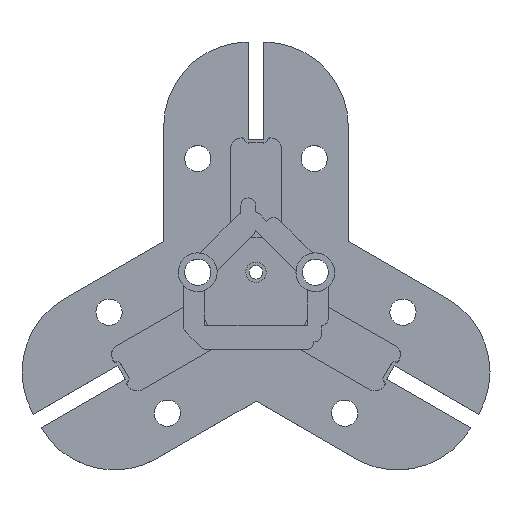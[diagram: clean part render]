
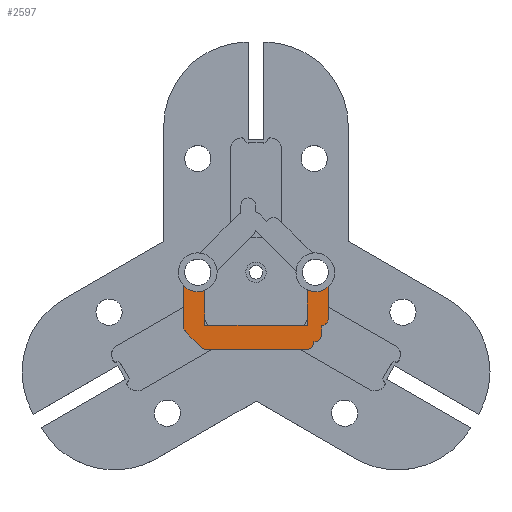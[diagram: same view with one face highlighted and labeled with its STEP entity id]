
A CAD part, top view. The second image highlights one B-rep face of the part: STEP entity #2597.
In plain terms, the highlighted planar face has unit normal (0, 0, 1).
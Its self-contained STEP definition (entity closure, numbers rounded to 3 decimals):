
#1934 = VERTEX_POINT('',#1935);
#1935 = CARTESIAN_POINT('',(5.2,-5.65,1.675));
#1941 = EDGE_CURVE('',#1934,#1942,#1944,.T.);
#1942 = VERTEX_POINT('',#1943);
#1943 = CARTESIAN_POINT('',(-5.1,-5.65,1.675));
#1944 = LINE('',#1945,#1946);
#1945 = CARTESIAN_POINT('',(5.2,-5.65,1.675));
#1946 = VECTOR('',#1947,1.);
#1947 = DIRECTION('',(-1.,0.,0.));
#1972 = EDGE_CURVE('',#1942,#1973,#1975,.T.);
#1973 = VERTEX_POINT('',#1974);
#1974 = CARTESIAN_POINT('',(-5.63,-5.43,1.675));
#1975 = CIRCLE('',#1976,0.75);
#1976 = AXIS2_PLACEMENT_3D('',#1977,#1978,#1979);
#1977 = CARTESIAN_POINT('',(-5.1,-4.9,1.675));
#1978 = DIRECTION('',(0.,0.,-1.));
#1979 = DIRECTION('',(-1.,0.,0.));
#2005 = EDGE_CURVE('',#1973,#2006,#2008,.T.);
#2006 = VERTEX_POINT('',#2007);
#2007 = CARTESIAN_POINT('',(-7.23,-3.83,1.675));
#2008 = LINE('',#2009,#2010);
#2009 = CARTESIAN_POINT('',(-5.63,-5.43,1.675));
#2010 = VECTOR('',#2011,1.);
#2011 = DIRECTION('',(-0.707,0.707,0.));
#2036 = EDGE_CURVE('',#2006,#2037,#2039,.T.);
#2037 = VERTEX_POINT('',#2038);
#2038 = CARTESIAN_POINT('',(-7.45,-3.3,1.675));
#2039 = CIRCLE('',#2040,0.75);
#2040 = AXIS2_PLACEMENT_3D('',#2041,#2042,#2043);
#2041 = CARTESIAN_POINT('',(-6.7,-3.3,1.675));
#2042 = DIRECTION('',(0.,0.,-1.));
#2043 = DIRECTION('',(-1.,0.,0.));
#2069 = EDGE_CURVE('',#2037,#2070,#2072,.T.);
#2070 = VERTEX_POINT('',#2071);
#2071 = CARTESIAN_POINT('',(-7.45,1.4,1.675));
#2072 = LINE('',#2073,#2074);
#2073 = CARTESIAN_POINT('',(-7.45,-3.3,1.675));
#2074 = VECTOR('',#2075,1.);
#2075 = DIRECTION('',(0.,1.,0.));
#2100 = EDGE_CURVE('',#2070,#2101,#2103,.T.);
#2101 = VERTEX_POINT('',#2102);
#2102 = CARTESIAN_POINT('',(-7.281,1.874,1.675));
#2103 = CIRCLE('',#2104,0.746);
#2104 = AXIS2_PLACEMENT_3D('',#2105,#2106,#2107);
#2105 = CARTESIAN_POINT('',(-6.704,1.401,1.675));
#2106 = DIRECTION('',(0.,0.,-1.));
#2107 = DIRECTION('',(-1.,0.,0.));
#2133 = EDGE_CURVE('',#2101,#2134,#2136,.T.);
#2134 = VERTEX_POINT('',#2135);
#2135 = CARTESIAN_POINT('',(-5.275,1.162,1.675));
#2136 = CIRCLE('',#2137,1.349);
#2137 = AXIS2_PLACEMENT_3D('',#2138,#2139,#2140);
#2138 = CARTESIAN_POINT('',(-6.,2.299,1.675));
#2139 = DIRECTION('',(0.,0.,1.));
#2140 = DIRECTION('',(1.,0.,0.));
#2166 = EDGE_CURVE('',#2134,#2167,#2169,.T.);
#2167 = VERTEX_POINT('',#2168);
#2168 = CARTESIAN_POINT('',(-5.275,-3.15,1.675));
#2169 = LINE('',#2170,#2171);
#2170 = CARTESIAN_POINT('',(-5.275,1.162,1.675));
#2171 = VECTOR('',#2172,1.);
#2172 = DIRECTION('',(0.,-1.,0.));
#2197 = EDGE_CURVE('',#2167,#2198,#2200,.T.);
#2198 = VERTEX_POINT('',#2199);
#2199 = CARTESIAN_POINT('',(5.2,-3.15,1.675));
#2200 = LINE('',#2201,#2202);
#2201 = CARTESIAN_POINT('',(-5.275,-3.15,1.675));
#2202 = VECTOR('',#2203,1.);
#2203 = DIRECTION('',(1.,0.,0.));
#2228 = EDGE_CURVE('',#2198,#2229,#2231,.T.);
#2229 = VERTEX_POINT('',#2230);
#2230 = CARTESIAN_POINT('',(5.25,-3.152,1.675));
#2231 = CIRCLE('',#2232,0.396);
#2232 = AXIS2_PLACEMENT_3D('',#2233,#2234,#2235);
#2233 = CARTESIAN_POINT('',(5.21,-3.546,1.675));
#2234 = DIRECTION('',(0.,0.,-1.));
#2235 = DIRECTION('',(-1.,0.,0.));
#2261 = EDGE_CURVE('',#2229,#2262,#2264,.T.);
#2262 = VERTEX_POINT('',#2263);
#2263 = CARTESIAN_POINT('',(5.25,1.225,1.675));
#2264 = LINE('',#2265,#2266);
#2265 = CARTESIAN_POINT('',(5.25,-3.152,1.675));
#2266 = VECTOR('',#2267,1.);
#2267 = DIRECTION('',(0.,1.,0.));
#2292 = EDGE_CURVE('',#2262,#2293,#2295,.T.);
#2293 = VERTEX_POINT('',#2294);
#2294 = CARTESIAN_POINT('',(5.252,1.258,1.675));
#2295 = LINE('',#2296,#2297);
#2296 = CARTESIAN_POINT('',(5.25,1.225,1.675));
#2297 = VECTOR('',#2298,1.);
#2298 = DIRECTION('',(0.054,0.999,0.));
#2323 = EDGE_CURVE('',#2293,#2324,#2326,.T.);
#2324 = VERTEX_POINT('',#2325);
#2325 = CARTESIAN_POINT('',(7.412,1.944,1.675));
#2326 = CIRCLE('',#2327,1.349);
#2327 = AXIS2_PLACEMENT_3D('',#2328,#2329,#2330);
#2328 = CARTESIAN_POINT('',(6.11,2.299,1.675));
#2329 = DIRECTION('',(0.,0.,1.));
#2330 = DIRECTION('',(1.,0.,0.));
#2356 = EDGE_CURVE('',#2324,#2357,#2359,.T.);
#2357 = VERTEX_POINT('',#2358);
#2358 = CARTESIAN_POINT('',(7.45,1.71,1.675));
#2359 = CIRCLE('',#2360,0.733);
#2360 = AXIS2_PLACEMENT_3D('',#2361,#2362,#2363);
#2361 = CARTESIAN_POINT('',(6.717,1.711,1.675));
#2362 = DIRECTION('',(0.,0.,-1.));
#2363 = DIRECTION('',(-1.,0.,0.));
#2389 = EDGE_CURVE('',#2357,#2390,#2392,.T.);
#2390 = VERTEX_POINT('',#2391);
#2391 = CARTESIAN_POINT('',(7.45,-2.457,1.675));
#2392 = LINE('',#2393,#2394);
#2393 = CARTESIAN_POINT('',(7.45,1.71,1.675));
#2394 = VECTOR('',#2395,1.);
#2395 = DIRECTION('',(0.,-1.,0.));
#2420 = EDGE_CURVE('',#2390,#2421,#2423,.T.);
#2421 = VERTEX_POINT('',#2422);
#2422 = CARTESIAN_POINT('',(6.75,-3.204,1.675));
#2423 = CIRCLE('',#2424,0.749);
#2424 = AXIS2_PLACEMENT_3D('',#2425,#2426,#2427);
#2425 = CARTESIAN_POINT('',(6.701,-2.457,1.675));
#2426 = DIRECTION('',(0.,0.,-1.));
#2427 = DIRECTION('',(-1.,0.,0.));
#2453 = EDGE_CURVE('',#2421,#2454,#2456,.T.);
#2454 = VERTEX_POINT('',#2455);
#2455 = CARTESIAN_POINT('',(6.75,-4.1,1.675));
#2456 = LINE('',#2457,#2458);
#2457 = CARTESIAN_POINT('',(6.75,-3.204,1.675));
#2458 = VECTOR('',#2459,1.);
#2459 = DIRECTION('',(0.,-1.,0.));
#2484 = EDGE_CURVE('',#2454,#2485,#2487,.T.);
#2485 = VERTEX_POINT('',#2486);
#2486 = CARTESIAN_POINT('',(5.95,-4.848,1.675));
#2487 = CIRCLE('',#2488,0.75);
#2488 = AXIS2_PLACEMENT_3D('',#2489,#2490,#2491);
#2489 = CARTESIAN_POINT('',(6.,-4.1,1.675));
#2490 = DIRECTION('',(0.,0.,-1.));
#2491 = DIRECTION('',(-1.,0.,0.));
#2517 = EDGE_CURVE('',#2485,#2518,#2520,.T.);
#2518 = VERTEX_POINT('',#2519);
#2519 = CARTESIAN_POINT('',(5.906,-5.152,1.675));
#2520 = CIRCLE('',#2521,0.798);
#2521 = AXIS2_PLACEMENT_3D('',#2522,#2523,#2524);
#2522 = CARTESIAN_POINT('',(5.154,-4.889,1.675));
#2523 = DIRECTION('',(0.,0.,-1.));
#2524 = DIRECTION('',(-1.,0.,0.));
#2550 = EDGE_CURVE('',#2518,#1934,#2551,.T.);
#2551 = CIRCLE('',#2552,0.75);
#2552 = AXIS2_PLACEMENT_3D('',#2553,#2554,#2555);
#2553 = CARTESIAN_POINT('',(5.2,-4.9,1.675));
#2554 = DIRECTION('',(0.,0.,-1.));
#2555 = DIRECTION('',(-1.,0.,0.));
#2597 = ADVANCED_FACE('',(#2598),#2620,.T.);
#2598 = FACE_BOUND('',#2599,.F.);
#2599 = EDGE_LOOP('',(#2600,#2601,#2602,#2603,#2604,#2605,#2606,#2607,
    #2608,#2609,#2610,#2611,#2612,#2613,#2614,#2615,#2616,#2617,#2618,
    #2619));
#2600 = ORIENTED_EDGE('',*,*,#1941,.T.);
#2601 = ORIENTED_EDGE('',*,*,#1972,.T.);
#2602 = ORIENTED_EDGE('',*,*,#2005,.T.);
#2603 = ORIENTED_EDGE('',*,*,#2036,.T.);
#2604 = ORIENTED_EDGE('',*,*,#2069,.T.);
#2605 = ORIENTED_EDGE('',*,*,#2100,.T.);
#2606 = ORIENTED_EDGE('',*,*,#2133,.T.);
#2607 = ORIENTED_EDGE('',*,*,#2166,.T.);
#2608 = ORIENTED_EDGE('',*,*,#2197,.T.);
#2609 = ORIENTED_EDGE('',*,*,#2228,.T.);
#2610 = ORIENTED_EDGE('',*,*,#2261,.T.);
#2611 = ORIENTED_EDGE('',*,*,#2292,.T.);
#2612 = ORIENTED_EDGE('',*,*,#2323,.T.);
#2613 = ORIENTED_EDGE('',*,*,#2356,.T.);
#2614 = ORIENTED_EDGE('',*,*,#2389,.T.);
#2615 = ORIENTED_EDGE('',*,*,#2420,.T.);
#2616 = ORIENTED_EDGE('',*,*,#2453,.T.);
#2617 = ORIENTED_EDGE('',*,*,#2484,.T.);
#2618 = ORIENTED_EDGE('',*,*,#2517,.T.);
#2619 = ORIENTED_EDGE('',*,*,#2550,.T.);
#2620 = PLANE('',#2621);
#2621 = AXIS2_PLACEMENT_3D('',#2622,#2623,#2624);
#2622 = CARTESIAN_POINT('',(0.,2.3,1.675));
#2623 = DIRECTION('',(0.,0.,1.));
#2624 = DIRECTION('',(1.,0.,0.));
